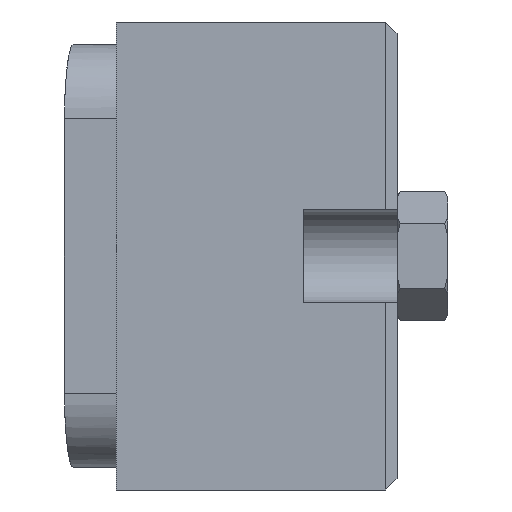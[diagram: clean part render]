
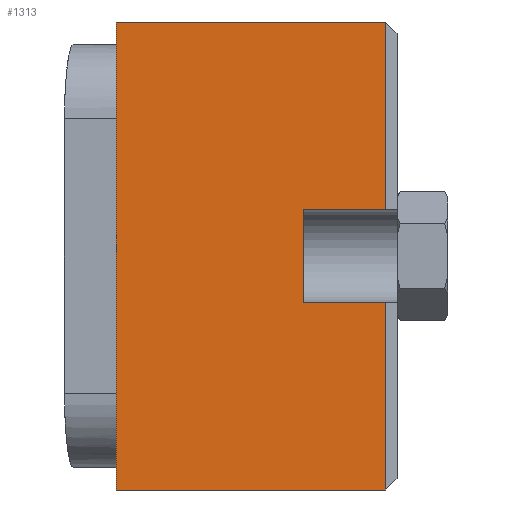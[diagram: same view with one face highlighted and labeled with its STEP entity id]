
A CAD part, left-side view. The second image highlights one B-rep face of the part: STEP entity #1313.
In plain terms, the highlighted planar face has unit normal (-1, 0, 0).
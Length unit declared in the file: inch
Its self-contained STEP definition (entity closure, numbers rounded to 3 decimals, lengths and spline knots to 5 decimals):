
#1 = ORIENTED_EDGE ( 'NONE', *, *, #1632, .F. ) ;
#19 = EDGE_CURVE ( 'NONE', #3202, #1266, #3168, .T. ) ;
#33 = CARTESIAN_POINT ( 'NONE',  ( -0.7874, 0.15748, -0.07874 ) ) ;
#55 = LINE ( 'NONE', #1990, #920 ) ;
#83 = CARTESIAN_POINT ( 'NONE',  ( -0.7874, 0.01969, -0.07874 ) ) ;
#85 = CARTESIAN_POINT ( 'NONE',  ( -0.7874, 0.15748, 0.07874 ) ) ;
#103 = ORIENTED_EDGE ( 'NONE', *, *, #2584, .F. ) ;
#191 = VECTOR ( 'NONE', #1555, 39.37008 ) ;
#218 = LINE ( 'NONE', #1290, #191 ) ;
#229 = VECTOR ( 'NONE', #2874, 39.37008 ) ;
#259 = ORIENTED_EDGE ( 'NONE', *, *, #801, .T. ) ;
#424 = EDGE_LOOP ( 'NONE', ( #259, #1096, #1608, #459, #2388, #1428, #103, #1 ) ) ;
#459 = ORIENTED_EDGE ( 'NONE', *, *, #1093, .F. ) ;
#569 = CARTESIAN_POINT ( 'NONE',  ( -0.7874, 0.47244, 0.3937 ) ) ;
#592 = VECTOR ( 'NONE', #954, 39.37008 ) ;
#683 = VECTOR ( 'NONE', #2941, 39.37008 ) ;
#801 = EDGE_CURVE ( 'NONE', #2372, #2271, #55, .T. ) ;
#820 = FACE_OUTER_BOUND ( 'NONE', #424, .T. ) ;
#920 = VECTOR ( 'NONE', #2871, 39.37008 ) ;
#925 = LINE ( 'NONE', #1490, #229 ) ;
#954 = DIRECTION ( 'NONE',  ( 0., 0., 1. ) ) ;
#1040 = DIRECTION ( 'NONE',  ( 0., 0., 1. ) ) ;
#1061 = LINE ( 'NONE', #2472, #1891 ) ;
#1093 = EDGE_CURVE ( 'NONE', #2701, #3386, #1061, .T. ) ;
#1096 = ORIENTED_EDGE ( 'NONE', *, *, #2387, .T. ) ;
#1119 = CARTESIAN_POINT ( 'NONE',  ( -0.7874, 0.47244, 0.3937 ) ) ;
#1124 = CARTESIAN_POINT ( 'NONE',  ( -0.7874, 0.01969, 0.07874 ) ) ;
#1191 = LINE ( 'NONE', #1776, #592 ) ;
#1226 = VECTOR ( 'NONE', #3623, 39.37008 ) ;
#1266 = VERTEX_POINT ( 'NONE', #2556 ) ;
#1290 = CARTESIAN_POINT ( 'NONE',  ( -0.7874, 0.15748, -0.07874 ) ) ;
#1313 = ADVANCED_FACE ( 'NONE', ( #820 ), #2520, .F. ) ;
#1375 = LINE ( 'NONE', #2783, #1903 ) ;
#1428 = ORIENTED_EDGE ( 'NONE', *, *, #19, .T. ) ;
#1490 = CARTESIAN_POINT ( 'NONE',  ( -0.7874, 0.47244, 0.3937 ) ) ;
#1555 = DIRECTION ( 'NONE',  ( 0., -1., 0. ) ) ;
#1608 = ORIENTED_EDGE ( 'NONE', *, *, #3548, .F. ) ;
#1632 = EDGE_CURVE ( 'NONE', #2372, #2142, #1375, .T. ) ;
#1687 = DIRECTION ( 'NONE',  ( 1., 0., 0. ) ) ;
#1773 = AXIS2_PLACEMENT_3D ( 'NONE', #569, #1687, #3125 ) ;
#1776 = CARTESIAN_POINT ( 'NONE',  ( -0.7874, 0.01969, 0.3937 ) ) ;
#1891 = VECTOR ( 'NONE', #1040, 39.37008 ) ;
#1903 = VECTOR ( 'NONE', #2503, 39.37008 ) ;
#1990 = CARTESIAN_POINT ( 'NONE',  ( -0.7874, 0.15748, 0.07874 ) ) ;
#2069 = VERTEX_POINT ( 'NONE', #2436 ) ;
#2142 = VERTEX_POINT ( 'NONE', #33 ) ;
#2214 = EDGE_CURVE ( 'NONE', #2701, #3202, #3638, .T. ) ;
#2271 = VERTEX_POINT ( 'NONE', #1124 ) ;
#2273 = CARTESIAN_POINT ( 'NONE',  ( -0.7874, 0.01969, -0.3937 ) ) ;
#2372 = VERTEX_POINT ( 'NONE', #85 ) ;
#2387 = EDGE_CURVE ( 'NONE', #2271, #2069, #1191, .T. ) ;
#2388 = ORIENTED_EDGE ( 'NONE', *, *, #2214, .T. ) ;
#2436 = CARTESIAN_POINT ( 'NONE',  ( -0.7874, 0.01969, 0.3937 ) ) ;
#2472 = CARTESIAN_POINT ( 'NONE',  ( -0.7874, 0.47244, 0.3937 ) ) ;
#2502 = CARTESIAN_POINT ( 'NONE',  ( -0.7874, 0.47244, -0.3937 ) ) ;
#2503 = DIRECTION ( 'NONE',  ( 0., 0., -1. ) ) ;
#2520 = PLANE ( 'NONE',  #1773 ) ;
#2556 = CARTESIAN_POINT ( 'NONE',  ( -0.7874, 0.01969, -0.07874 ) ) ;
#2584 = EDGE_CURVE ( 'NONE', #2142, #1266, #218, .T. ) ;
#2701 = VERTEX_POINT ( 'NONE', #3449 ) ;
#2783 = CARTESIAN_POINT ( 'NONE',  ( -0.7874, 0.15748, 0.07874 ) ) ;
#2871 = DIRECTION ( 'NONE',  ( 0., -1., 0. ) ) ;
#2874 = DIRECTION ( 'NONE',  ( 0., -1., 0. ) ) ;
#2941 = DIRECTION ( 'NONE',  ( 0., 0., 1. ) ) ;
#3125 = DIRECTION ( 'NONE',  ( 0., 0., -1. ) ) ;
#3168 = LINE ( 'NONE', #83, #683 ) ;
#3202 = VERTEX_POINT ( 'NONE', #2273 ) ;
#3386 = VERTEX_POINT ( 'NONE', #1119 ) ;
#3449 = CARTESIAN_POINT ( 'NONE',  ( -0.7874, 0.47244, -0.3937 ) ) ;
#3548 = EDGE_CURVE ( 'NONE', #3386, #2069, #925, .T. ) ;
#3623 = DIRECTION ( 'NONE',  ( 0., -1., 0. ) ) ;
#3638 = LINE ( 'NONE', #2502, #1226 ) ;
